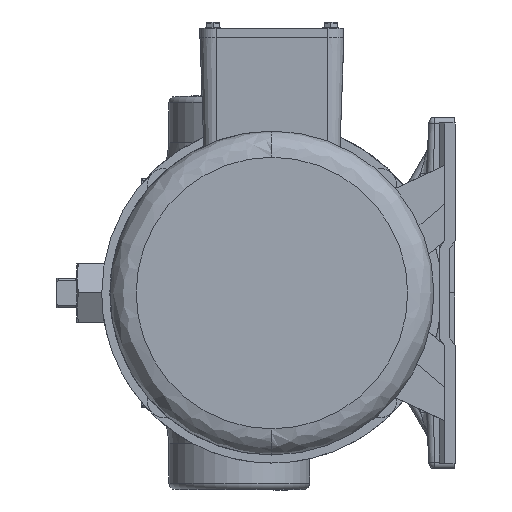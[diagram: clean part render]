
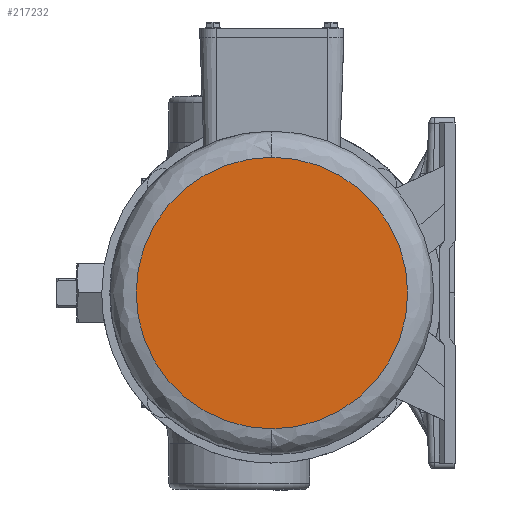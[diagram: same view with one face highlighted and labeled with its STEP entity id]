
A CAD part, left-side view. The second image highlights one B-rep face of the part: STEP entity #217232.
In plain terms, the highlighted free-form (B-spline) face has degree [1, 1] with [4, 2] control points.
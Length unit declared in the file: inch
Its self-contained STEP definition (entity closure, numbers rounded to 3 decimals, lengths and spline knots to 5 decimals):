
#16292 = VERTEX_POINT ( 'NONE', #76613 ) ;
#44993 = CARTESIAN_POINT ( 'NONE',  ( -21.48, -2.63694, -2.62791 ) ) ;
#56681 = EDGE_CURVE ( 'NONE', #16292, #245970, #259814, .T. ) ;
#64815 = ORIENTED_EDGE ( 'NONE', *, *, #56681, .F. ) ;
#65668 = DIRECTION ( 'NONE',  ( 1., 0., 0. ) ) ;
#74423 = DIRECTION ( 'NONE',  ( 1., 0., 0. ) ) ;
#76613 = CARTESIAN_POINT ( 'NONE',  ( -21.48, -0.00177, 2.59323 ) ) ;
#78852 = EDGE_LOOP ( 'NONE', ( #64815, #198838 ) ) ;
#92011 = CARTESIAN_POINT ( 'NONE',  ( -21.48, -2.59677, 2.62437 ) ) ;
#96276 = CARTESIAN_POINT ( 'NONE',  ( -21.48, -2.59677, -2.62791 ) ) ;
#97422 = DIRECTION ( 'NONE',  ( 0., 0., 1. ) ) ;
#98588 = CARTESIAN_POINT ( 'NONE',  ( -21.48, -0.00177, -2.59677 ) ) ;
#135692 = B_SPLINE_SURFACE_WITH_KNOTS ( 'NONE', 1, 1, ( 
 ( #245751, #44993 ),
 ( #92011, #96276 ),
 ( #194350, #291688 ),
 ( #142137, #266440 ) ),
 .UNSPECIFIED., .F., .F., .F.,
 ( 2, 1, 1, 2 ),
 ( 2, 2 ),
 ( -0.00774, 0., 1., 1.00774 ),
 ( 0., 1. ),
 .UNSPECIFIED. ) ;
#142137 = CARTESIAN_POINT ( 'NONE',  ( -21.48, 2.63341, 2.62437 ) ) ;
#147873 = AXIS2_PLACEMENT_3D ( 'NONE', #246888, #74423, #97422 ) ;
#180653 = CIRCLE ( 'NONE', #147873, 2.595 ) ;
#192098 = CARTESIAN_POINT ( 'NONE',  ( -21.48, -0.00177, -0.00177 ) ) ;
#194350 = CARTESIAN_POINT ( 'NONE',  ( -21.48, 2.59323, 2.62437 ) ) ;
#198838 = ORIENTED_EDGE ( 'NONE', *, *, #251908, .F. ) ;
#217232 = ADVANCED_FACE ( 'NONE', ( #283582 ), #135692, .T. ) ;
#245751 = CARTESIAN_POINT ( 'NONE',  ( -21.48, -2.63694, 2.62437 ) ) ;
#245970 = VERTEX_POINT ( 'NONE', #98588 ) ;
#246888 = CARTESIAN_POINT ( 'NONE',  ( -21.48, -0.00177, -0.00177 ) ) ;
#251908 = EDGE_CURVE ( 'NONE', #245970, #16292, #180653, .T. ) ;
#259814 = CIRCLE ( 'NONE', #264936, 2.595 ) ;
#264936 = AXIS2_PLACEMENT_3D ( 'NONE', #192098, #65668, #315613 ) ;
#266440 = CARTESIAN_POINT ( 'NONE',  ( -21.48, 2.63341, -2.62791 ) ) ;
#283582 = FACE_OUTER_BOUND ( 'NONE', #78852, .T. ) ;
#291688 = CARTESIAN_POINT ( 'NONE',  ( -21.48, 2.59323, -2.62791 ) ) ;
#315613 = DIRECTION ( 'NONE',  ( 0., 0., 1. ) ) ;
